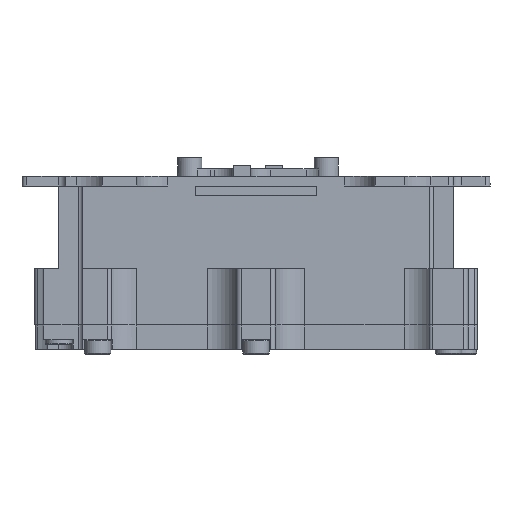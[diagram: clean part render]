
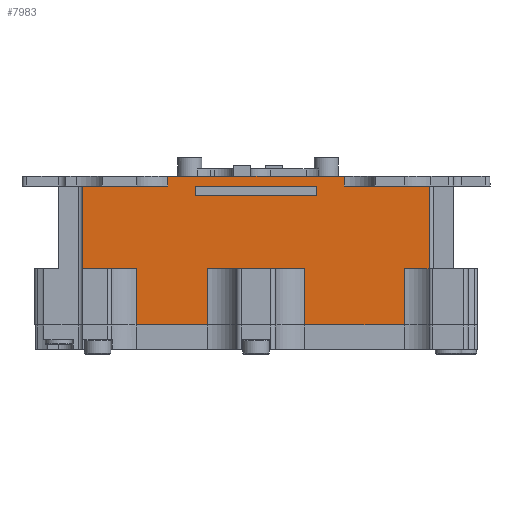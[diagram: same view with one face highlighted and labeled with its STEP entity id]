
A CAD part, front view. The second image highlights one B-rep face of the part: STEP entity #7983.
In plain terms, the highlighted face is planar.
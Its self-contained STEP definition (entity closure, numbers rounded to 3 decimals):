
#268=PLANE('',#8901);
#541=LINE('',#12428,#1220);
#798=LINE('',#13146,#1477);
#802=LINE('',#13158,#1481);
#803=LINE('',#13161,#1482);
#804=LINE('',#13164,#1483);
#807=LINE('',#13171,#1486);
#808=LINE('',#13175,#1487);
#811=LINE('',#13180,#1490);
#813=LINE('',#13184,#1492);
#815=LINE('',#13187,#1494);
#819=LINE('',#13195,#1498);
#836=LINE('',#13250,#1515);
#842=LINE('',#13288,#1521);
#896=LINE('',#13453,#1575);
#900=LINE('',#13465,#1579);
#902=LINE('',#13471,#1581);
#907=LINE('',#13487,#1586);
#908=LINE('',#13490,#1587);
#909=LINE('',#13491,#1588);
#910=LINE('',#13492,#1589);
#1220=VECTOR('',#10041,1000.);
#1477=VECTOR('',#10716,1000.);
#1481=VECTOR('',#10726,1000.);
#1482=VECTOR('',#10731,1000.);
#1483=VECTOR('',#10734,1000.);
#1486=VECTOR('',#10741,1000.);
#1487=VECTOR('',#10744,1000.);
#1490=VECTOR('',#10749,1000.);
#1492=VECTOR('',#10753,1000.);
#1494=VECTOR('',#10757,1000.);
#1498=VECTOR('',#10765,1000.);
#1515=VECTOR('',#10816,1000.);
#1521=VECTOR('',#10850,1000.);
#1575=VECTOR('',#11032,1000.);
#1579=VECTOR('',#11046,1000.);
#1581=VECTOR('',#11052,1000.);
#1586=VECTOR('',#11071,1000.);
#1587=VECTOR('',#11074,1000.);
#1588=VECTOR('',#11075,1000.);
#1589=VECTOR('',#11076,1000.);
#1831=FACE_BOUND('',#2778,.T.);
#2194=FACE_OUTER_BOUND('',#2777,.T.);
#2777=EDGE_LOOP('',(#6958,#6959,#6960,#6961,#6962,#6963,#6964,#6965,#6966,
#6967,#6968,#6969,#6970,#6971,#6972,#6973));
#2778=EDGE_LOOP('',(#6974,#6975,#6976,#6977));
#3660=VERTEX_POINT('',#12425);
#3661=VERTEX_POINT('',#12427);
#3902=VERTEX_POINT('',#13138);
#3905=VERTEX_POINT('',#13144);
#3909=VERTEX_POINT('',#13155);
#3910=VERTEX_POINT('',#13157);
#3911=VERTEX_POINT('',#13163);
#3912=VERTEX_POINT('',#13167);
#3913=VERTEX_POINT('',#13169);
#3914=VERTEX_POINT('',#13173);
#3915=VERTEX_POINT('',#13174);
#3916=VERTEX_POINT('',#13179);
#3917=VERTEX_POINT('',#13183);
#3940=VERTEX_POINT('',#13249);
#3957=VERTEX_POINT('',#13285);
#3958=VERTEX_POINT('',#13287);
#4008=VERTEX_POINT('',#13463);
#4010=VERTEX_POINT('',#13468);
#4014=VERTEX_POINT('',#13485);
#4015=VERTEX_POINT('',#13489);
#4529=EDGE_CURVE('',#3661,#3660,#541,.T.);
#4884=EDGE_CURVE('',#3902,#3905,#798,.T.);
#4890=EDGE_CURVE('',#3910,#3909,#802,.T.);
#4892=EDGE_CURVE('',#3910,#3660,#803,.T.);
#4893=EDGE_CURVE('',#3911,#3661,#804,.T.);
#4897=EDGE_CURVE('',#3913,#3912,#807,.T.);
#4898=EDGE_CURVE('',#3914,#3915,#808,.T.);
#4901=EDGE_CURVE('',#3915,#3916,#811,.T.);
#4903=EDGE_CURVE('',#3917,#3916,#813,.T.);
#4905=EDGE_CURVE('',#3914,#3917,#815,.T.);
#4909=EDGE_CURVE('',#3913,#3911,#819,.T.);
#4937=EDGE_CURVE('',#3940,#3912,#836,.T.);
#4955=EDGE_CURVE('',#3958,#3957,#842,.T.);
#5039=EDGE_CURVE('',#3909,#3902,#896,.T.);
#5045=EDGE_CURVE('',#3905,#4008,#900,.T.);
#5048=EDGE_CURVE('',#3958,#4010,#902,.T.);
#5056=EDGE_CURVE('',#3957,#4014,#907,.T.);
#5057=EDGE_CURVE('',#4015,#4014,#908,.T.);
#5058=EDGE_CURVE('',#3940,#4015,#909,.T.);
#5059=EDGE_CURVE('',#4010,#4008,#910,.T.);
#6958=ORIENTED_EDGE('',*,*,#5056,.T.);
#6959=ORIENTED_EDGE('',*,*,#5057,.F.);
#6960=ORIENTED_EDGE('',*,*,#5058,.F.);
#6961=ORIENTED_EDGE('',*,*,#4937,.T.);
#6962=ORIENTED_EDGE('',*,*,#4897,.F.);
#6963=ORIENTED_EDGE('',*,*,#4909,.T.);
#6964=ORIENTED_EDGE('',*,*,#4893,.T.);
#6965=ORIENTED_EDGE('',*,*,#4529,.T.);
#6966=ORIENTED_EDGE('',*,*,#4892,.F.);
#6967=ORIENTED_EDGE('',*,*,#4890,.T.);
#6968=ORIENTED_EDGE('',*,*,#5039,.T.);
#6969=ORIENTED_EDGE('',*,*,#4884,.T.);
#6970=ORIENTED_EDGE('',*,*,#5045,.T.);
#6971=ORIENTED_EDGE('',*,*,#5059,.F.);
#6972=ORIENTED_EDGE('',*,*,#5048,.F.);
#6973=ORIENTED_EDGE('',*,*,#4955,.T.);
#6974=ORIENTED_EDGE('',*,*,#4905,.T.);
#6975=ORIENTED_EDGE('',*,*,#4903,.T.);
#6976=ORIENTED_EDGE('',*,*,#4901,.F.);
#6977=ORIENTED_EDGE('',*,*,#4898,.F.);
#7983=ADVANCED_FACE('',(#2194,#1831),#268,.F.);
#8901=AXIS2_PLACEMENT_3D('',#13488,#11072,#11073);
#10041=DIRECTION('',(0.,1.,0.));
#10716=DIRECTION('',(0.,-1.,0.));
#10726=DIRECTION('',(0.,1.,0.));
#10731=DIRECTION('',(0.,0.,-1.));
#10734=DIRECTION('',(0.,0.,-1.));
#10741=DIRECTION('',(0.,0.,1.));
#10744=DIRECTION('',(0.,0.,1.));
#10749=DIRECTION('',(0.,-1.,0.));
#10753=DIRECTION('',(0.,0.,1.));
#10757=DIRECTION('',(0.,-1.,0.));
#10765=DIRECTION('',(0.,1.,0.));
#10816=DIRECTION('',(0.,-1.,0.));
#10850=DIRECTION('',(0.,-1.,0.));
#11032=DIRECTION('',(0.,0.,1.));
#11046=DIRECTION('',(0.,0.,1.));
#11052=DIRECTION('',(0.,0.,1.));
#11071=DIRECTION('',(0.,0.,1.));
#11072=DIRECTION('center_axis',(-1.,0.,0.));
#11073=DIRECTION('ref_axis',(0.,0.,1.));
#11074=DIRECTION('',(0.,1.,0.));
#11075=DIRECTION('',(0.,0.,1.));
#11076=DIRECTION('',(0.,1.,0.));
#12425=CARTESIAN_POINT('',(38.,18.15,0.));
#12427=CARTESIAN_POINT('',(38.,-18.15,0.));
#12428=CARTESIAN_POINT('',(38.,40.5,0.));
#13138=CARTESIAN_POINT('',(38.,35.5,19.));
#13144=CARTESIAN_POINT('',(38.,24.575,19.));
#13146=CARTESIAN_POINT('',(38.,24.575,19.));
#13155=CARTESIAN_POINT('',(38.,35.5,2.));
#13157=CARTESIAN_POINT('',(38.,18.15,2.));
#13158=CARTESIAN_POINT('',(38.,40.5,2.));
#13161=CARTESIAN_POINT('',(38.,18.15,2.));
#13163=CARTESIAN_POINT('',(38.,-18.15,2.));
#13164=CARTESIAN_POINT('',(38.,-18.15,2.));
#13167=CARTESIAN_POINT('',(38.,-35.5,19.));
#13169=CARTESIAN_POINT('',(38.,-35.5,2.));
#13171=CARTESIAN_POINT('',(38.,-35.5,2.));
#13173=CARTESIAN_POINT('',(38.,12.5,2.));
#13174=CARTESIAN_POINT('',(38.,12.5,4.));
#13175=CARTESIAN_POINT('',(38.,12.5,30.5));
#13179=CARTESIAN_POINT('',(38.,-12.5,4.));
#13180=CARTESIAN_POINT('',(38.,40.5,4.));
#13183=CARTESIAN_POINT('',(38.,-12.5,2.));
#13184=CARTESIAN_POINT('',(38.,-12.5,30.5));
#13187=CARTESIAN_POINT('',(38.,40.5,2.));
#13195=CARTESIAN_POINT('',(38.,40.5,2.));
#13249=CARTESIAN_POINT('',(38.,-30.382,19.));
#13250=CARTESIAN_POINT('',(38.,-35.5,19.));
#13285=CARTESIAN_POINT('',(38.,-10.017,19.));
#13287=CARTESIAN_POINT('',(38.,10.017,19.));
#13288=CARTESIAN_POINT('',(38.,-10.017,19.));
#13453=CARTESIAN_POINT('',(38.,35.5,2.));
#13463=CARTESIAN_POINT('',(38.,24.575,30.5));
#13465=CARTESIAN_POINT('',(38.,24.575,19.));
#13468=CARTESIAN_POINT('',(38.,10.017,30.5));
#13471=CARTESIAN_POINT('',(38.,10.017,19.));
#13485=CARTESIAN_POINT('',(38.,-10.017,30.5));
#13487=CARTESIAN_POINT('',(38.,-10.017,19.));
#13488=CARTESIAN_POINT('Origin',(38.,40.5,30.5));
#13489=CARTESIAN_POINT('',(38.,-30.382,30.5));
#13490=CARTESIAN_POINT('',(38.,40.5,30.5));
#13491=CARTESIAN_POINT('',(38.,-30.382,19.));
#13492=CARTESIAN_POINT('',(38.,40.5,30.5));
